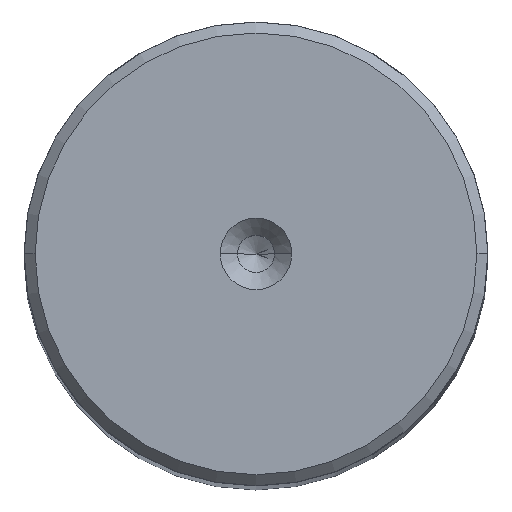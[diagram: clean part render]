
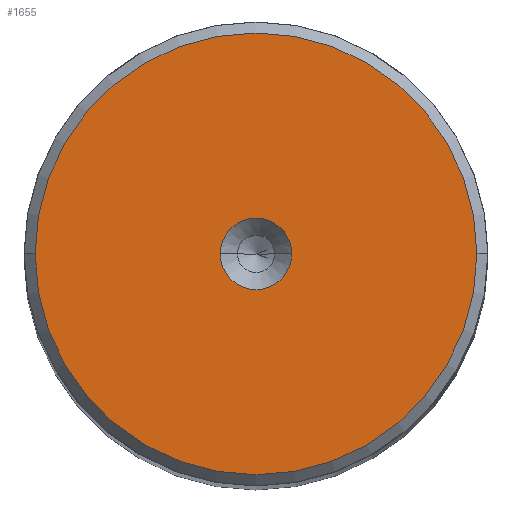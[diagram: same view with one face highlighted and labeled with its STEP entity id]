
A CAD part, top view. The second image highlights one B-rep face of the part: STEP entity #1655.
In plain terms, the highlighted planar face has unit normal (0, 0, 1).
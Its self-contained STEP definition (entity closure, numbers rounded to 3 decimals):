
#305 = AXIS2_PLACEMENT_3D ( 'NONE', #2736, #2706, #1997 ) ;
#311 = EDGE_LOOP ( 'NONE', ( #1511, #1878 ) ) ;
#378 = DIRECTION ( 'NONE',  ( 0., 0., 1. ) ) ;
#412 = AXIS2_PLACEMENT_3D ( 'NONE', #1258, #1774, #1095 ) ;
#615 = EDGE_CURVE ( 'NONE', #1747, #2934, #1640, .T. ) ;
#948 = CARTESIAN_POINT ( 'NONE',  ( 0., 0., 260. ) ) ;
#979 = EDGE_LOOP ( 'NONE', ( #2607, #1612 ) ) ;
#994 = CIRCLE ( 'NONE', #305, 3.85 ) ;
#1050 = CARTESIAN_POINT ( 'NONE',  ( 0., 0., 260. ) ) ;
#1060 = CARTESIAN_POINT ( 'NONE',  ( 3.85, 0., 260. ) ) ;
#1076 = DIRECTION ( 'NONE',  ( 0., 0., 1. ) ) ;
#1095 = DIRECTION ( 'NONE',  ( 1., 0., 0. ) ) ;
#1102 = AXIS2_PLACEMENT_3D ( 'NONE', #948, #1428, #1920 ) ;
#1152 = FACE_OUTER_BOUND ( 'NONE', #979, .T. ) ;
#1258 = CARTESIAN_POINT ( 'NONE',  ( 0., 0., 260. ) ) ;
#1311 = CARTESIAN_POINT ( 'NONE',  ( -23.817, 0., 260. ) ) ;
#1312 = DIRECTION ( 'NONE',  ( 1., 0., 0. ) ) ;
#1331 = CARTESIAN_POINT ( 'NONE',  ( 0., 0., 260. ) ) ;
#1428 = DIRECTION ( 'NONE',  ( 0., 0., 1. ) ) ;
#1511 = ORIENTED_EDGE ( 'NONE', *, *, #615, .F. ) ;
#1522 = CIRCLE ( 'NONE', #412, 23.817 ) ;
#1539 = CARTESIAN_POINT ( 'NONE',  ( 23.817, 0., 260. ) ) ;
#1605 = VERTEX_POINT ( 'NONE', #1311 ) ;
#1612 = ORIENTED_EDGE ( 'NONE', *, *, #2070, .T. ) ;
#1640 = CIRCLE ( 'NONE', #2885, 3.85 ) ;
#1655 = ADVANCED_FACE ( 'NONE', ( #1863, #1152 ), #2485, .T. ) ;
#1666 = VERTEX_POINT ( 'NONE', #1539 ) ;
#1747 = VERTEX_POINT ( 'NONE', #1060 ) ;
#1774 = DIRECTION ( 'NONE',  ( 0., 0., 1. ) ) ;
#1863 = FACE_BOUND ( 'NONE', #311, .T. ) ;
#1878 = ORIENTED_EDGE ( 'NONE', *, *, #2755, .F. ) ;
#1920 = DIRECTION ( 'NONE',  ( 1., 0., 0. ) ) ;
#1975 = AXIS2_PLACEMENT_3D ( 'NONE', #1050, #1076, #2278 ) ;
#1997 = DIRECTION ( 'NONE',  ( 1., 0., 0. ) ) ;
#2070 = EDGE_CURVE ( 'NONE', #1666, #1605, #1522, .T. ) ;
#2278 = DIRECTION ( 'NONE',  ( 1., 0., 0. ) ) ;
#2282 = CARTESIAN_POINT ( 'NONE',  ( -3.85, 0., 260. ) ) ;
#2288 = CIRCLE ( 'NONE', #1102, 23.817 ) ;
#2485 = PLANE ( 'NONE',  #1975 ) ;
#2607 = ORIENTED_EDGE ( 'NONE', *, *, #2683, .T. ) ;
#2683 = EDGE_CURVE ( 'NONE', #1605, #1666, #2288, .T. ) ;
#2706 = DIRECTION ( 'NONE',  ( 0., 0., 1. ) ) ;
#2736 = CARTESIAN_POINT ( 'NONE',  ( 0., 0., 260. ) ) ;
#2755 = EDGE_CURVE ( 'NONE', #2934, #1747, #994, .T. ) ;
#2885 = AXIS2_PLACEMENT_3D ( 'NONE', #1331, #378, #1312 ) ;
#2934 = VERTEX_POINT ( 'NONE', #2282 ) ;
